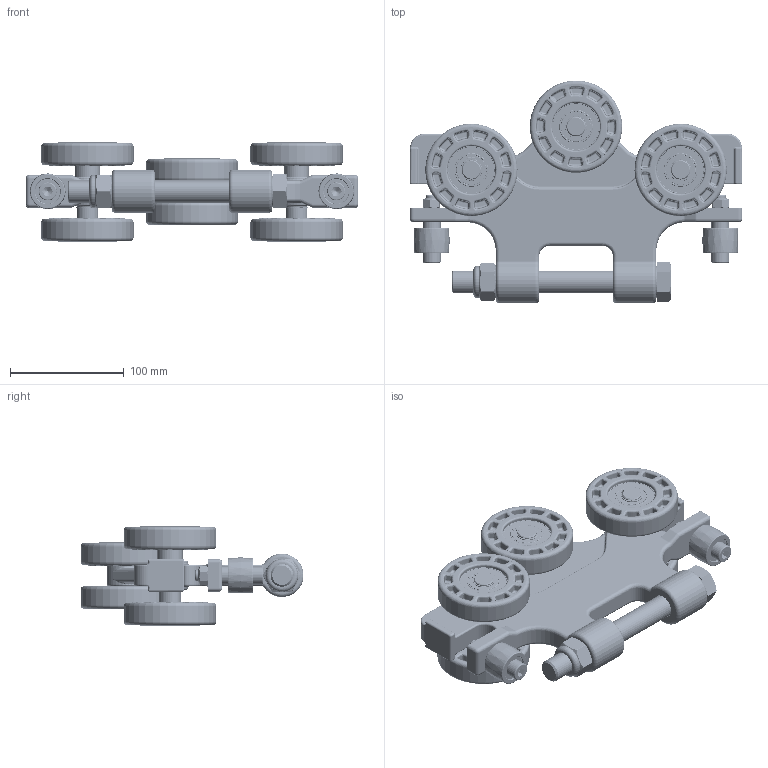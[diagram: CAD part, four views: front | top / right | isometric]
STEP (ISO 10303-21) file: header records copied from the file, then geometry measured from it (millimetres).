
FILE_DESCRIPTION((''),'2;1');
FILE_NAME('20068 ETA-8 SHORT BODY KICKUP TROLLEY.stp','2011-03-21T08:42:04',('jholman'),(''),'Autodesk Inventor 2011','Autodesk Inventor 2011','');
FILE_SCHEMA(('AUTOMOTIVE_DESIGN { 1 0 10303 214 1 1 1 1 }'));
Length unit declared in the file: inch
Products named in the file (18): 20068; 3D11Z4B4D; 3D11JDF4B; 57141; 3D11I6B4A; 32045; 3D11HDF4B; 3D11IDF4A; 3D11H6B4A; 3D11ODF4B; 3D11KDF4A; 3D11MDF4A; 3D11LDF4A; 3D11NDF4A; Hex Nut - UNC (Regular Thread - Inch) 3/8 - 16; Hex Cap Screw - Metric M20 x 180; 3D1173G4D; AS 1420 - Metric M10 x 50
Assembly tree (34 placements, depth 3):
  20068
    3D11Z4B4D
    3D11JDF4B  x2
    57141
    3D11I6B4A  x3
    32045  x6
      3D11HDF4B
      3D11IDF4A
    3D11H6B4A  x6
    3D11ODF4B  x2
      3D11KDF4A
      3D11MDF4A
      3D11LDF4A
      3D11NDF4A
    Hex Nut - UNC (Regular Thread - Inch) 3/8 - 16  x2
    Hex Cap Screw - Metric M20 x 180
    3D1173G4D
    AS 1420 - Metric M10 x 50  x2
Bounding box: 292.1 x 196.14 x 87.23 mm (x, y, z)
Volume: 1136293.9 mm3; surface area: 301661.1 mm2
Topology: 39 solids, 41 shells, 6171 faces, 14175 edges, 7751 vertices
Faces by surface type: plane 1598, bspline 1536, torus 1118, cylinder 884, sphere 658, cone 377
Full cylindrical faces by diameter (mm): 1.016 x12, 1.321 x6, 7.798 x2, 9.525 x8, 9.754 x2, 10 x2, 12.7 x4, 15.392 x2, 15.875 x2, 15.977 x4, 16 x2, 16.954 x12, 16.993 x6, 17.475 x1, 17.602 x1, 17.78 x2, 17.882 x3, 18.974 x1, 19.05 x11, 20 x1, 20.638 x2, 22.098 x4, 22.174 x4, 22.225 x7, 26.594 x12, 26.797 x12, 27.7 x1, 28.577 x1, 41.707 x12, 41.91 x12
Entity records: 49181 total; most frequent: CARTESIAN_POINT 17331, DIRECTION 6501, ORIENTED_EDGE 6230, EDGE_CURVE 3115, AXIS2_PLACEMENT_3D 2850, VERTEX_POINT 1844, EDGE_LOOP 1777, CIRCLE 1593
